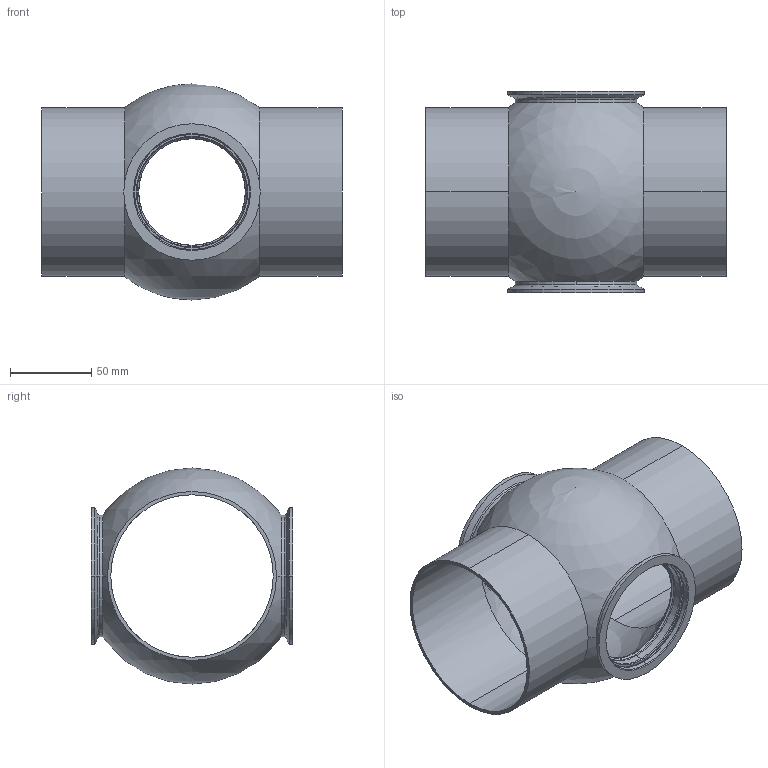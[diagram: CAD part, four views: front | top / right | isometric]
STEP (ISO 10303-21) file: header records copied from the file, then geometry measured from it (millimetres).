
FILE_DESCRIPTION (( 'STEP AP214' ), '1' );
FILE_NAME ('Gehäuse_kompl_-+-7100100001-041DMY_-.STEP', '2017-03-27T08:01:12', ( '' ), ( '' ), 'SwSTEP 2.0', 'SolidWorks 2017', '' );
FILE_SCHEMA (( 'AUTOMOTIVE_DESIGN' ));
Length unit declared in the file: millimetre
Products named in the file (1): Gehäuse_kompl_-+-7100100001-041DMY_-
Bounding box: 185 x 124 x 133 mm (x, y, z)
Volume: 227003.2 mm3; surface area: 128401.4 mm2
Topology: 1 solids, 1 shells, 80 faces, 192 edges, 112 vertices
Faces by surface type: cylinder 24, cone 24, torus 20, plane 8, sphere 4
Entity records: 3222 total; most frequent: DIRECTION 474, CARTESIAN_POINT 389, ORIENTED_EDGE 368, AXIS2_PLACEMENT_3D 213, EDGE_CURVE 184, CIRCLE 132, VERTEX_POINT 108, EDGE_LOOP 88
